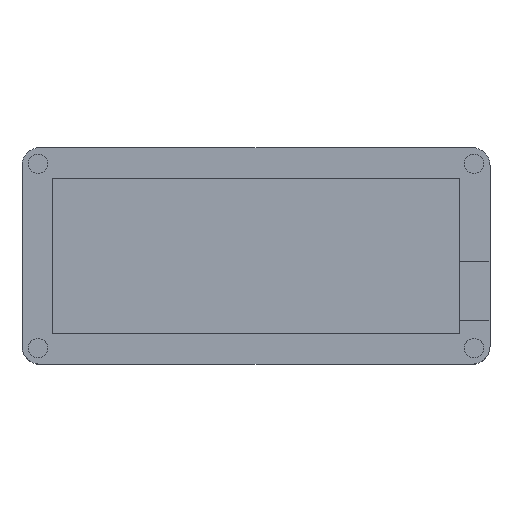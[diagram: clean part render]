
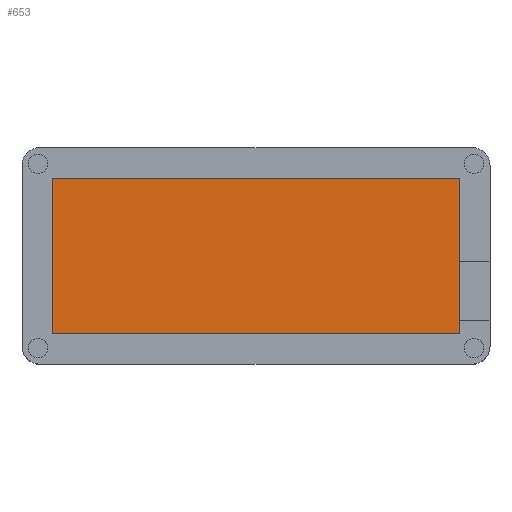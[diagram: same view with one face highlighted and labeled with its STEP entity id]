
A CAD part, top view. The second image highlights one B-rep face of the part: STEP entity #653.
In plain terms, the highlighted planar face has unit normal (0, 0, 1).
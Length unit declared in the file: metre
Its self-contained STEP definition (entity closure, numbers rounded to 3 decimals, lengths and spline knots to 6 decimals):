
#191=ORIENTED_EDGE('',*,*,#271,.F.);
#192=ORIENTED_EDGE('',*,*,#275,.T.);
#193=ORIENTED_EDGE('',*,*,#278,.T.);
#194=ORIENTED_EDGE('',*,*,#280,.F.);
#271=EDGE_CURVE('',#331,#332,#385,.T.);
#275=EDGE_CURVE('',#331,#334,#389,.T.);
#278=EDGE_CURVE('',#334,#336,#392,.T.);
#280=EDGE_CURVE('',#332,#336,#394,.T.);
#331=VERTEX_POINT('',#1362);
#332=VERTEX_POINT('',#1364);
#334=VERTEX_POINT('',#1370);
#336=VERTEX_POINT('',#1376);
#385=LINE('',#1363,#437);
#389=LINE('',#1371,#441);
#392=LINE('',#1377,#444);
#394=LINE('',#1380,#446);
#437=VECTOR('',#1174,1.);
#441=VECTOR('',#1180,1.);
#444=VECTOR('',#1185,1.);
#446=VECTOR('',#1189,1.);
#489=EDGE_LOOP('',(#191,#192,#193,#194));
#545=FACE_BOUND('',#489,.T.);
#578=PLANE('',#1020);
#653=ADVANCED_FACE('',(#545),#578,.T.);
#1020=AXIS2_PLACEMENT_3D('',#1381,#1190,#1191);
#1174=DIRECTION('',(1.,0.,0.));
#1180=DIRECTION('',(0.,-1.,0.));
#1185=DIRECTION('',(1.,0.,0.));
#1189=DIRECTION('',(0.,-1.,0.));
#1190=DIRECTION('',(0.,0.,1.));
#1191=DIRECTION('',(1.,0.,0.));
#1362=CARTESIAN_POINT('',(-0.063603,0.024313,0.0061));
#1363=CARTESIAN_POINT('',(0.,0.024313,0.0061));
#1364=CARTESIAN_POINT('',(0.063603,0.024313,0.0061));
#1370=CARTESIAN_POINT('',(-0.063603,-0.024313,0.0061));
#1371=CARTESIAN_POINT('',(-0.063603,0.,0.0061));
#1376=CARTESIAN_POINT('',(0.063603,-0.024313,0.0061));
#1377=CARTESIAN_POINT('',(0.,-0.024313,0.0061));
#1380=CARTESIAN_POINT('',(0.063603,0.,0.0061));
#1381=CARTESIAN_POINT('',(0.,0.,0.0061));
